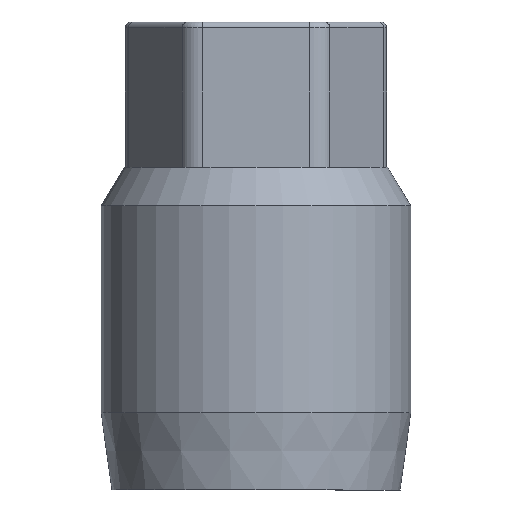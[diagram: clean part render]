
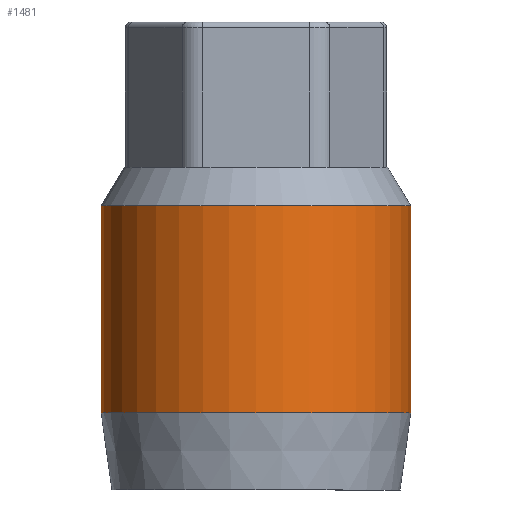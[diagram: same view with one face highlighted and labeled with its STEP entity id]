
A CAD part, front view. The second image highlights one B-rep face of the part: STEP entity #1481.
In plain terms, the highlighted cylindrical face has radius 5.33 mm (diameter 10.659 mm), a full revolution.
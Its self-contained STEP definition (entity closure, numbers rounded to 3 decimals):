
#120=CYLINDRICAL_SURFACE('',#1625,5.33);
#166=FACE_OUTER_BOUND('',#272,.T.);
#272=EDGE_LOOP('',(#1052,#1053,#1054,#1055,#1056));
#381=LINE('',#2353,#494);
#494=VECTOR('',#1839,5.33);
#604=CIRCLE('',#1612,5.33);
#615=CIRCLE('',#1626,5.33);
#616=CIRCLE('',#1627,5.33);
#684=VERTEX_POINT('',#2298);
#701=VERTEX_POINT('',#2350);
#702=VERTEX_POINT('',#2351);
#806=EDGE_CURVE('',#684,#684,#604,.T.);
#826=EDGE_CURVE('',#701,#702,#615,.T.);
#827=EDGE_CURVE('',#702,#684,#381,.T.);
#828=EDGE_CURVE('',#702,#701,#616,.T.);
#1052=ORIENTED_EDGE('',*,*,#826,.T.);
#1053=ORIENTED_EDGE('',*,*,#827,.T.);
#1054=ORIENTED_EDGE('',*,*,#806,.F.);
#1055=ORIENTED_EDGE('',*,*,#827,.F.);
#1056=ORIENTED_EDGE('',*,*,#828,.T.);
#1481=ADVANCED_FACE('',(#166),#120,.T.);
#1612=AXIS2_PLACEMENT_3D('',#2299,#1806,#1807);
#1625=AXIS2_PLACEMENT_3D('',#2349,#1835,#1836);
#1626=AXIS2_PLACEMENT_3D('',#2352,#1837,#1838);
#1627=AXIS2_PLACEMENT_3D('',#2354,#1840,#1841);
#1806=DIRECTION('center_axis',(0.,0.,-1.));
#1807=DIRECTION('ref_axis',(1.,0.,0.));
#1835=DIRECTION('center_axis',(0.,0.,1.));
#1836=DIRECTION('ref_axis',(1.,0.,0.));
#1837=DIRECTION('center_axis',(0.,0.,-1.));
#1838=DIRECTION('ref_axis',(-1.,0.,0.));
#1839=DIRECTION('',(0.,0.,-1.));
#1840=DIRECTION('center_axis',(0.,0.,-1.));
#1841=DIRECTION('ref_axis',(-1.,0.,0.));
#2298=CARTESIAN_POINT('',(-5.33,0.,-10.458));
#2299=CARTESIAN_POINT('Origin',(0.,0.,
-10.458));
#2349=CARTESIAN_POINT('Origin',(0.,0.,-13.113));
#2350=CARTESIAN_POINT('',(5.33,0.,-3.331));
#2351=CARTESIAN_POINT('',(-5.33,0.,-3.331));
#2352=CARTESIAN_POINT('Origin',(0.,0.,-3.331));
#2353=CARTESIAN_POINT('',(-5.33,0.,-13.113));
#2354=CARTESIAN_POINT('Origin',(0.,0.,-3.331));
